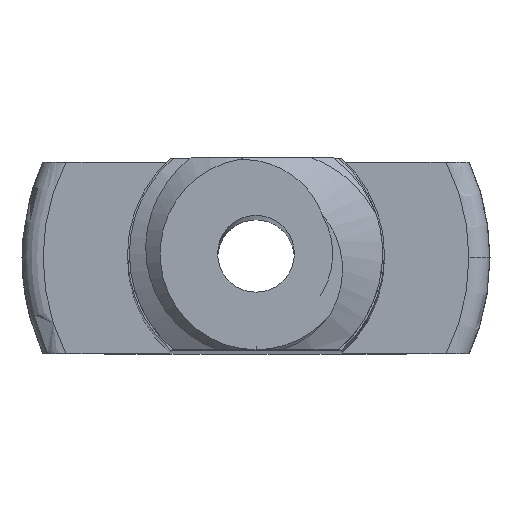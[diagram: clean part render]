
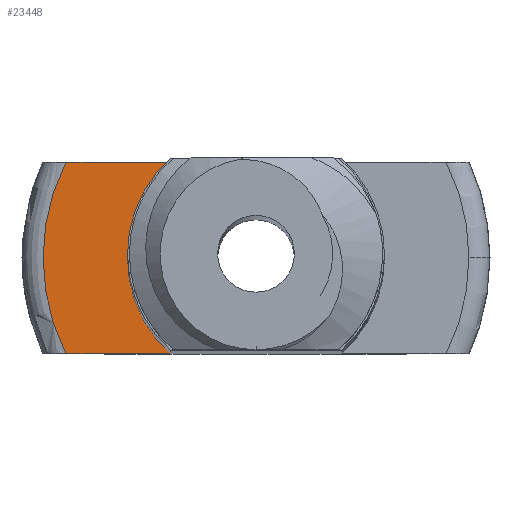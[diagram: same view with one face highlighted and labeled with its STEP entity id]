
A CAD part, top view. The second image highlights one B-rep face of the part: STEP entity #23448.
In plain terms, the highlighted planar face has unit normal (0, 0, 1).
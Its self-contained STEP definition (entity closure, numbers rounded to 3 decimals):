
#5438 = PLANE('',#5439);
#5439 = AXIS2_PLACEMENT_3D('',#5440,#5441,#5442);
#5440 = CARTESIAN_POINT('',(-12.5,-2.5,200.));
#5441 = DIRECTION('',(0.,1.,0.));
#5442 = DIRECTION('',(-1.,0.,0.));
#6227 = PLANE('',#6228);
#6228 = AXIS2_PLACEMENT_3D('',#6229,#6230,#6231);
#6229 = CARTESIAN_POINT('',(-12.5,2.5,200.));
#6230 = DIRECTION('',(0.,-1.,0.));
#6231 = DIRECTION('',(1.,0.,0.));
#7895 = VERTEX_POINT('',#7896);
#7896 = CARTESIAN_POINT('',(-2.23,-2.5,0.));
#7910 = CYLINDRICAL_SURFACE('',#7911,3.35);
#7911 = AXIS2_PLACEMENT_3D('',#7912,#7913,#7914);
#7912 = CARTESIAN_POINT('',(0.,0.,
    54.85));
#7913 = DIRECTION('',(0.,0.,-1.));
#7914 = DIRECTION('',(1.,0.,0.));
#7922 = EDGE_CURVE('',#7923,#7895,#7925,.T.);
#7923 = VERTEX_POINT('',#7924);
#7924 = CARTESIAN_POINT('',(-4.955,-2.5,0.));
#7925 = SURFACE_CURVE('',#7926,(#7930,#7937),.PCURVE_S1.);
#7926 = LINE('',#7927,#7928);
#7927 = CARTESIAN_POINT('',(-6.25,-2.5,0.));
#7928 = VECTOR('',#7929,1.);
#7929 = DIRECTION('',(1.,0.,0.));
#7930 = PCURVE('',#5438,#7931);
#7931 = DEFINITIONAL_REPRESENTATION('',(#7932),#7936);
#7932 = LINE('',#7933,#7934);
#7933 = CARTESIAN_POINT('',(-6.25,-200.));
#7934 = VECTOR('',#7935,1.);
#7935 = DIRECTION('',(-1.,0.));
#7936 = ( GEOMETRIC_REPRESENTATION_CONTEXT(2) 
PARAMETRIC_REPRESENTATION_CONTEXT() REPRESENTATION_CONTEXT('2D SPACE',''
  ) );
#7937 = PCURVE('',#7938,#7943);
#7938 = PLANE('',#7939);
#7939 = AXIS2_PLACEMENT_3D('',#7940,#7941,#7942);
#7940 = CARTESIAN_POINT('',(0.,0.,
    0.));
#7941 = DIRECTION('',(0.,0.,-1.));
#7942 = DIRECTION('',(1.,0.,0.));
#7943 = DEFINITIONAL_REPRESENTATION('',(#7944),#7948);
#7944 = LINE('',#7945,#7946);
#7945 = CARTESIAN_POINT('',(-6.25,2.5));
#7946 = VECTOR('',#7947,1.);
#7947 = DIRECTION('',(1.,0.));
#7948 = ( GEOMETRIC_REPRESENTATION_CONTEXT(2) 
PARAMETRIC_REPRESENTATION_CONTEXT() REPRESENTATION_CONTEXT('2D SPACE',''
  ) );
#8004 = TOROIDAL_SURFACE('',#8005,5.55,0.55);
#8005 = AXIS2_PLACEMENT_3D('',#8006,#8007,#8008);
#8006 = CARTESIAN_POINT('',(0.,0.,-0.55)
  );
#8007 = DIRECTION('',(0.,0.,1.));
#8008 = DIRECTION('',(1.,0.,0.));
#22291 = VERTEX_POINT('',#22292);
#22292 = CARTESIAN_POINT('',(-2.23,2.5,0.));
#22313 = EDGE_CURVE('',#22314,#22291,#22316,.T.);
#22314 = VERTEX_POINT('',#22315);
#22315 = CARTESIAN_POINT('',(-4.955,2.5,0.));
#22316 = SURFACE_CURVE('',#22317,(#22321,#22328),.PCURVE_S1.);
#22317 = LINE('',#22318,#22319);
#22318 = CARTESIAN_POINT('',(-6.25,2.5,0.));
#22319 = VECTOR('',#22320,1.);
#22320 = DIRECTION('',(1.,0.,0.));
#22321 = PCURVE('',#6227,#22322);
#22322 = DEFINITIONAL_REPRESENTATION('',(#22323),#22327);
#22323 = LINE('',#22324,#22325);
#22324 = CARTESIAN_POINT('',(6.25,-200.));
#22325 = VECTOR('',#22326,1.);
#22326 = DIRECTION('',(1.,0.));
#22327 = ( GEOMETRIC_REPRESENTATION_CONTEXT(2) 
PARAMETRIC_REPRESENTATION_CONTEXT() REPRESENTATION_CONTEXT('2D SPACE',''
  ) );
#22328 = PCURVE('',#7938,#22329);
#22329 = DEFINITIONAL_REPRESENTATION('',(#22330),#22334);
#22330 = LINE('',#22331,#22332);
#22331 = CARTESIAN_POINT('',(-6.25,-2.5));
#22332 = VECTOR('',#22333,1.);
#22333 = DIRECTION('',(1.,0.));
#22334 = ( GEOMETRIC_REPRESENTATION_CONTEXT(2) 
PARAMETRIC_REPRESENTATION_CONTEXT() REPRESENTATION_CONTEXT('2D SPACE',''
  ) );
#23377 = EDGE_CURVE('',#7895,#22291,#23378,.T.);
#23378 = SURFACE_CURVE('',#23379,(#23384,#23391),.PCURVE_S1.);
#23379 = CIRCLE('',#23380,3.35);
#23380 = AXIS2_PLACEMENT_3D('',#23381,#23382,#23383);
#23381 = CARTESIAN_POINT('',(0.,0.,
    0.));
#23382 = DIRECTION('',(0.,0.,-1.));
#23383 = DIRECTION('',(1.,0.,0.));
#23384 = PCURVE('',#7910,#23385);
#23385 = DEFINITIONAL_REPRESENTATION('',(#23386),#23390);
#23386 = LINE('',#23387,#23388);
#23387 = CARTESIAN_POINT('',(0.,54.85));
#23388 = VECTOR('',#23389,1.);
#23389 = DIRECTION('',(1.,0.));
#23390 = ( GEOMETRIC_REPRESENTATION_CONTEXT(2) 
PARAMETRIC_REPRESENTATION_CONTEXT() REPRESENTATION_CONTEXT('2D SPACE',''
  ) );
#23391 = PCURVE('',#7938,#23392);
#23392 = DEFINITIONAL_REPRESENTATION('',(#23393),#23397);
#23393 = CIRCLE('',#23394,3.35);
#23394 = AXIS2_PLACEMENT_2D('',#23395,#23396);
#23395 = CARTESIAN_POINT('',(0.,0.));
#23396 = DIRECTION('',(1.,0.));
#23397 = ( GEOMETRIC_REPRESENTATION_CONTEXT(2) 
PARAMETRIC_REPRESENTATION_CONTEXT() REPRESENTATION_CONTEXT('2D SPACE',''
  ) );
#23448 = ADVANCED_FACE('',(#23449),#7938,.F.);
#23449 = FACE_BOUND('',#23450,.T.);
#23450 = EDGE_LOOP('',(#23451,#23452,#23453,#23454));
#23451 = ORIENTED_EDGE('',*,*,#7922,.T.);
#23452 = ORIENTED_EDGE('',*,*,#23377,.T.);
#23453 = ORIENTED_EDGE('',*,*,#22313,.F.);
#23454 = ORIENTED_EDGE('',*,*,#23455,.F.);
#23455 = EDGE_CURVE('',#7923,#22314,#23456,.T.);
#23456 = SURFACE_CURVE('',#23457,(#23462,#23469),.PCURVE_S1.);
#23457 = CIRCLE('',#23458,5.55);
#23458 = AXIS2_PLACEMENT_3D('',#23459,#23460,#23461);
#23459 = CARTESIAN_POINT('',(0.,0.,
    0.));
#23460 = DIRECTION('',(0.,0.,-1.));
#23461 = DIRECTION('',(1.,0.,0.));
#23462 = PCURVE('',#7938,#23463);
#23463 = DEFINITIONAL_REPRESENTATION('',(#23464),#23468);
#23464 = CIRCLE('',#23465,5.55);
#23465 = AXIS2_PLACEMENT_2D('',#23466,#23467);
#23466 = CARTESIAN_POINT('',(0.,0.));
#23467 = DIRECTION('',(1.,0.));
#23468 = ( GEOMETRIC_REPRESENTATION_CONTEXT(2) 
PARAMETRIC_REPRESENTATION_CONTEXT() REPRESENTATION_CONTEXT('2D SPACE',''
  ) );
#23469 = PCURVE('',#8004,#23470);
#23470 = DEFINITIONAL_REPRESENTATION('',(#23471),#23475);
#23471 = LINE('',#23472,#23473);
#23472 = CARTESIAN_POINT('',(-0.,7.854));
#23473 = VECTOR('',#23474,1.);
#23474 = DIRECTION('',(-1.,0.));
#23475 = ( GEOMETRIC_REPRESENTATION_CONTEXT(2) 
PARAMETRIC_REPRESENTATION_CONTEXT() REPRESENTATION_CONTEXT('2D SPACE',''
  ) );
